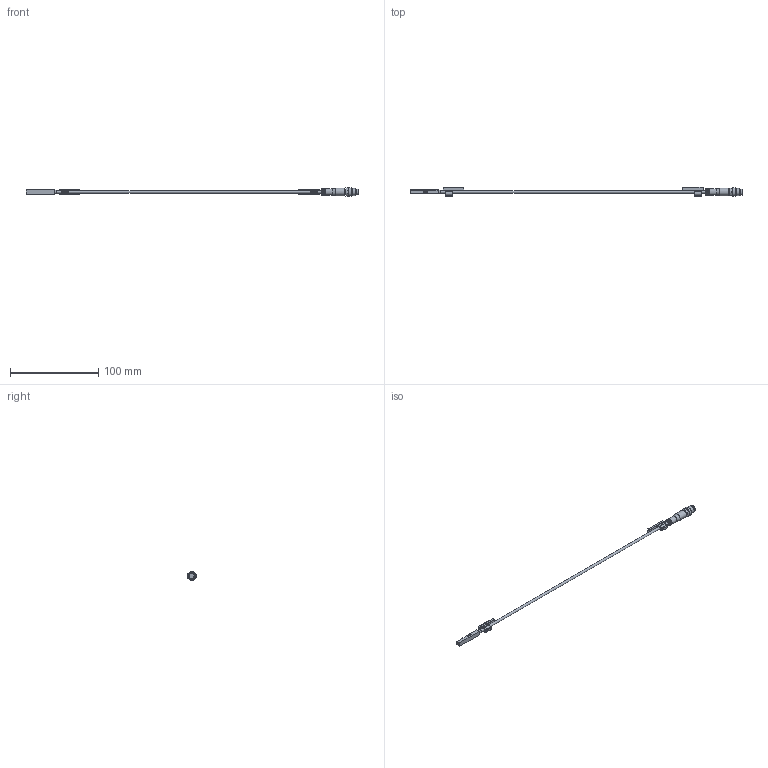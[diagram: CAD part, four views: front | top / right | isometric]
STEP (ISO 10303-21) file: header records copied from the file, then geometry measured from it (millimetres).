
FILE_DESCRIPTION(/* description */ ('STEP AP214'),/* implementation_level */ '2;1');
FILE_NAME(/* name */ '553744_SMAT-8M-U-E-03-M8D',/* time_stamp */ '2024-09-15T07:27:28+02:00',/* author */ ('License CC BY-ND 4.0'),/* organization */ ('CADENAS'),/* preprocessor_version */ 'ST-DEVELOPER v19.3',/* originating_system */ 'PARTsolutions',/* authorisation */ ' ');
FILE_SCHEMA (('AUTOMOTIVE_DESIGN {1 0 10303 214 3 1 1}'));
Length unit declared in the file: millimetre
Products named in the file (3): 553744 SMAT-8M-U-E-0,3-M8D; 553744 SMAT-8M-U-E-0,3-M8D---(0p); 1247168 ASCF-M-23-S DM 2.1-3.4
Assembly tree (3 placements, depth 2):
  553744 SMAT-8M-U-E-0,3-M8D
    553744 SMAT-8M-U-E-0,3-M8D---(0p)
    1247168 ASCF-M-23-S DM 2.1-3.4  x2
Bounding box: 375.9 x 10.3 x 10 mm (x, y, z)
Volume: 5228 mm3; surface area: 7098.8 mm2
Topology: 3 solids, 3 shells, 273 faces, 703 edges, 459 vertices
Faces by surface type: plane 166, cylinder 98, cone 6, torus 3
Full cylindrical faces by diameter (mm): 1 x4, 1.6 x1, 2.9 x1, 3.4 x1, 4 x2, 4.5 x1, 5.8 x1, 5.9 x1, 6.773 x1, 7 x3, 8 x1, 8.5 x1, 10 x1
Entity records: 6727 total; most frequent: DIRECTION 1024, CARTESIAN_POINT 999, ORIENTED_EDGE 936, EDGE_CURVE 468, AXIS2_PLACEMENT_3D 355, VERTEX_POINT 320, LINE 314, VECTOR 314
